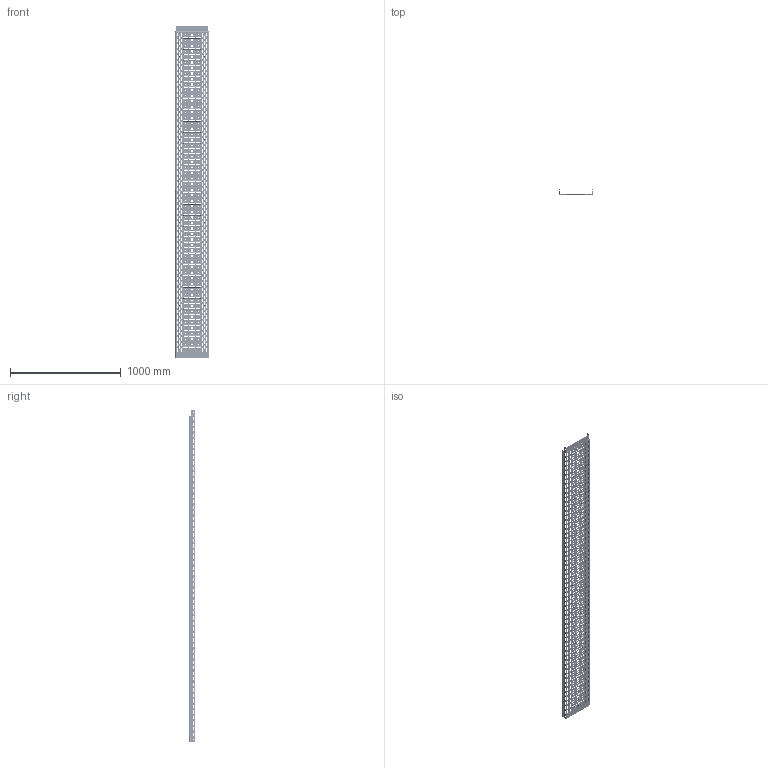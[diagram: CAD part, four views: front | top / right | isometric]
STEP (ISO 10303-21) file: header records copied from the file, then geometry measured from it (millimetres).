
FILE_DESCRIPTION (( 'STEP AP203' ), '1' );
FILE_NAME ('Perforated tray 50õ300õ3000.STEP', '2019-04-29T06:15:31', ( '' ), ( '' ), 'SwSTEP 2.0', 'SolidWorks 2017', '' );
FILE_SCHEMA (( 'CONFIG_CONTROL_DESIGN' ));
Length unit declared in the file: millimetre
Products named in the file (1): Perforated tray 50õ300õ3000
Bounding box: 303.08 x 51.34 x 3000 mm (x, y, z)
Volume: 889315.2 mm3; surface area: 2275337.9 mm2
Topology: 1 solids, 1 shells, 7218 faces, 18800 edges, 11946 vertices
Faces by surface type: cylinder 3276, torus 2093, plane 1782, bspline 67
Entity records: 232080 total; most frequent: DIRECTION 43373, CARTESIAN_POINT 42935, ORIENTED_EDGE 37600, EDGE_CURVE 18800, AXIS2_PLACEMENT_3D 17594, VERTEX_POINT 11946, CIRCLE 10442, EDGE_LOOP 9200
